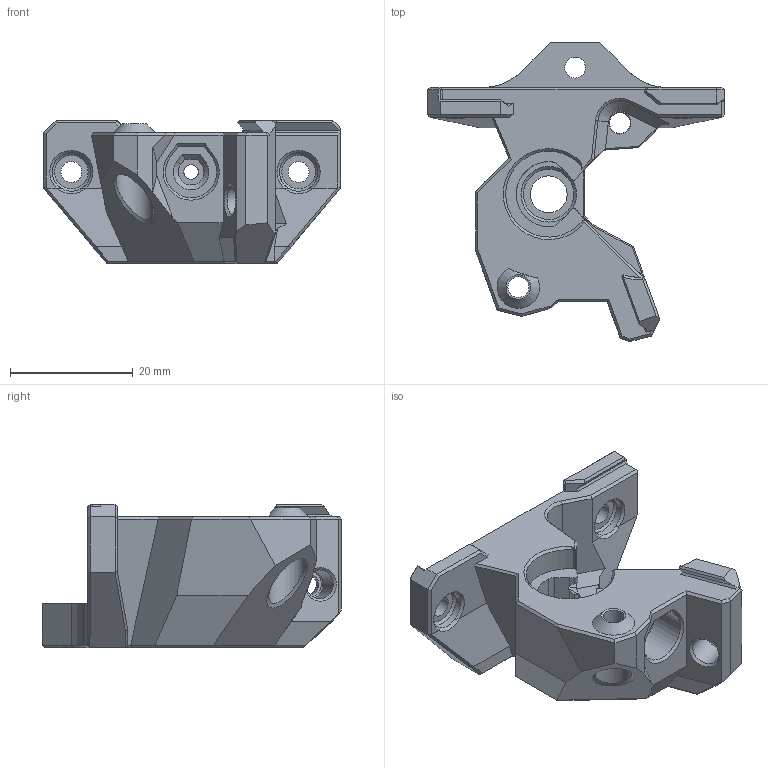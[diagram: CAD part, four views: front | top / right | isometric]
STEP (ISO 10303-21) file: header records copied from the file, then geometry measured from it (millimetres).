
FILE_DESCRIPTION(/* description */ ('STEP AP242','CAx-IF Rec.Pracs.---Representation and Presentation of Product Manufacturing Information (PMI)---4.0---2014-10-13','CAx-IF Rec.Pracs.---3D Tessellated Geometry---0.4---2014-09-14','2;1'),/* implementation_level */ '2;1');
FILE_NAME(/* name */ 'WWBMG front for Xol Extruder Mount',/* time_stamp */ '2024-06-15T13:28:10Z',/* author */ (''),/* organization */ (''),/* preprocessor_version */ 'ST-DEVELOPER v20',/* originating_system */ ' ',/* authorisation */ ' ');
FILE_SCHEMA (('AP242_MANAGED_MODEL_BASED_3D_ENGINEERING_MIM_LF { 1 0 10303 442 1 1 4 }'));
Length unit declared in the file: metre
Products named in the file (2): WWBMG front for Xol Extruder Mount; WWBMG front
Assembly tree (1 placements, depth 2):
  WWBMG front for Xol Extruder Mount
    WWBMG front
Bounding box: 48.28 x 48.72 x 23.3 mm (x, y, z)
Volume: 13396.4 mm3; surface area: 7043.1 mm2
Topology: 1 solids, 1 shells, 300 faces, 788 edges, 493 vertices
Faces by surface type: plane 212, cylinder 47, cone 29, bspline 12
Full cylindrical faces by diameter (mm): 2.4 x2, 3.4 x6, 4.4 x1, 4.7 x1, 5.8 x1, 6 x2, 6.25 x3, 8.2 x1
Entity records: 9316 total; most frequent: CARTESIAN_POINT 2125, ORIENTED_EDGE 1486, DIRECTION 1408, EDGE_CURVE 743, LINE 556, VECTOR 556, VERTEX_POINT 482, AXIS2_PLACEMENT_3D 426
